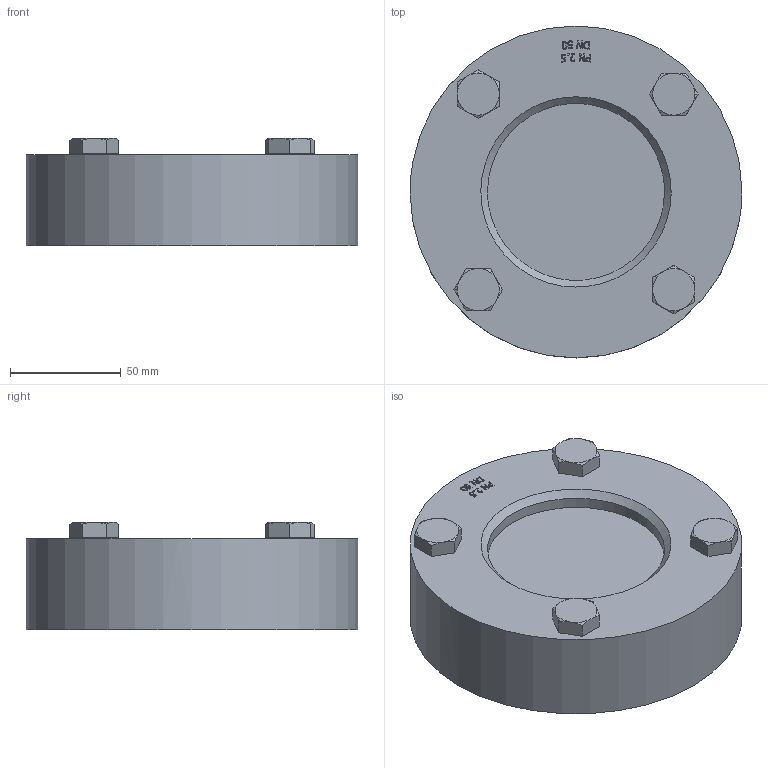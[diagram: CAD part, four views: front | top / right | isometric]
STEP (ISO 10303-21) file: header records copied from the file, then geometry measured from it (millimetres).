
FILE_DESCRIPTION(('HOOPS Exchange Step'),'2;1');
FILE_NAME('BS01_DN50.stp','2025-05-26T11:00:50+02:00',('nieru'),('Unknown organisation'),'HOOPS Exchange 2024.2','HOOPS Exchange','Unknown authorisation');
FILE_SCHEMA( ('AP203_CONFIGURATION_CONTROLLED_3D_DESIGN_OF_MECHANICAL_PARTS_AND_ASSEMBLIES_MIM_LF') );
Length unit declared in the file: millimetre
Products named in the file (1): root
Bounding box: 150 x 150 x 48.5 mm (x, y, z)
Volume: 585865.2 mm3; surface area: 62344.5 mm2
Topology: 1 solids, 1 shells, 208 faces, 529 edges, 345 vertices
Faces by surface type: plane 106, bspline 65, cone 30, cylinder 7
Full cylindrical faces by diameter (mm): 17.2 x4, 80 x2, 150 x1
Entity records: 10642 total; most frequent: CARTESIAN_POINT 6221, ORIENTED_EDGE 1058, DIRECTION 591, EDGE_CURVE 529, VERTEX_POINT 345, VECTOR 245, LINE 245, EDGE_LOOP 230
